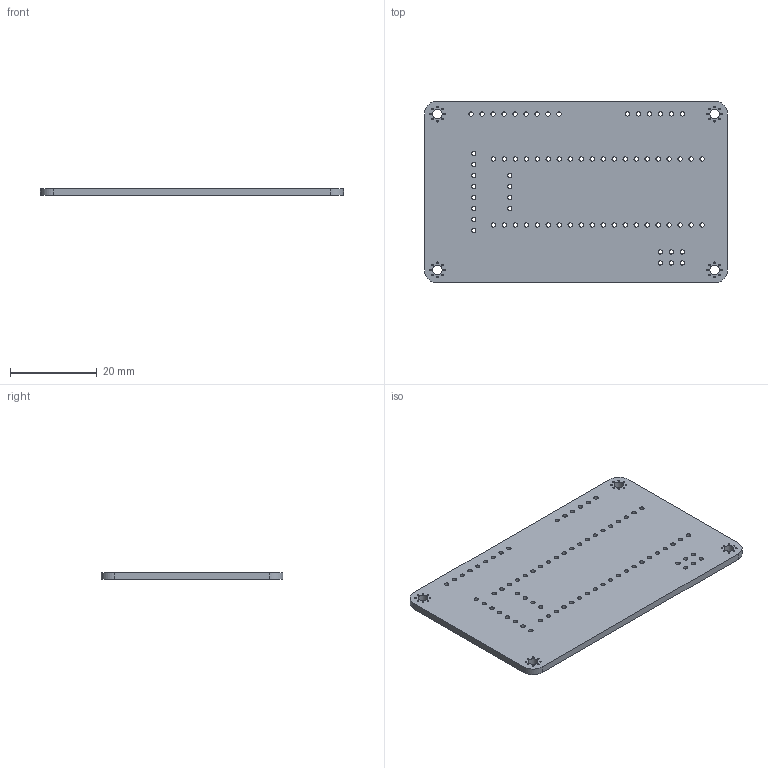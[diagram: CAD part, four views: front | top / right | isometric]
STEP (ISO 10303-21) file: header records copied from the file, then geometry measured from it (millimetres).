
FILE_DESCRIPTION(('KiCad electronic assembly'),'2;1');
FILE_NAME('libcsp-zephyr-hw.step','2023-08-27T18:05:55',('Pcbnew'),( 'Kicad'),'Open CASCADE STEP processor 7.6','KiCad to STEP converter' ,'Unknown');
FILE_SCHEMA(('AUTOMOTIVE_DESIGN { 1 0 10303 214 1 1 1 1 }'));
Length unit declared in the file: millimetre
Products named in the file (2): libcsp-zephyr-hw 1; libcsp-zephyr-hw PCB
Assembly tree (1 placements, depth 2):
  libcsp-zephyr-hw 1
    libcsp-zephyr-hw PCB
Bounding box: 70 x 42 x 1.6 mm (x, y, z)
Volume: 4569.1 mm3; surface area: 6537.1 mm2
Topology: 1 solids, 1 shells, 119 faces, 351 edges, 234 vertices
Faces by surface type: cylinder 113, plane 6
Full cylindrical faces by diameter (mm): 0.4 x32, 1 x73, 2.2 x4
Entity records: 9835 total; most frequent: CARTESIAN_POINT 2764, DIRECTION 1295, ORIENTED_EDGE 702, PCURVE 702, DEFINITIONAL_REPRESENTATION 702, LINE 601, VECTOR 601, EDGE_CURVE 351
